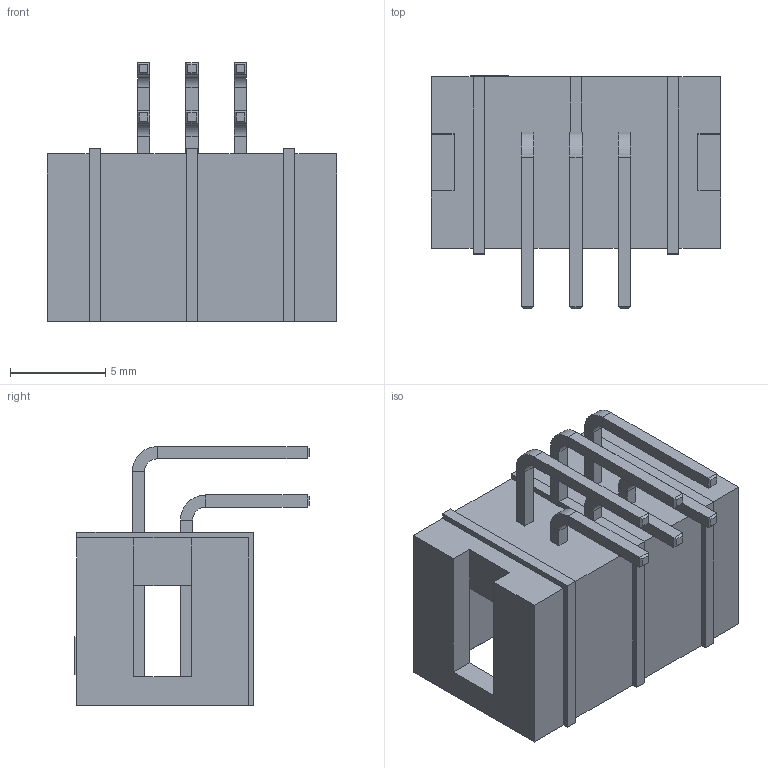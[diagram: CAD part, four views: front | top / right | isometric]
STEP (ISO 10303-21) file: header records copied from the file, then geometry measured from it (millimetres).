
FILE_DESCRIPTION (( 'STEP AP214' ), '1' );
FILE_NAME ('BHR-06.step', '2021-01-16T20:00:07', ( '' ), ( '' ), 'SwSTEP 2.0', 'SolidWorks 2020', '' );
FILE_SCHEMA (( 'AUTOMOTIVE_DESIGN' ));
Length unit declared in the file: millimetre
Products named in the file (1): BHR-06
Bounding box: 15.22 x 12.3 x 13.6 mm (x, y, z)
Volume: 630.2 mm3; surface area: 1226.5 mm2
Topology: 7 solids, 7 shells, 235 faces, 550 edges, 324 vertices
Faces by surface type: plane 223, cylinder 12
Entity records: 8260 total; most frequent: CARTESIAN_POINT 1110, ORIENTED_EDGE 1100, DIRECTION 1046, EDGE_CURVE 550, VECTOR 526, LINE 526, VERTEX_POINT 324, AXIS2_PLACEMENT_3D 260
